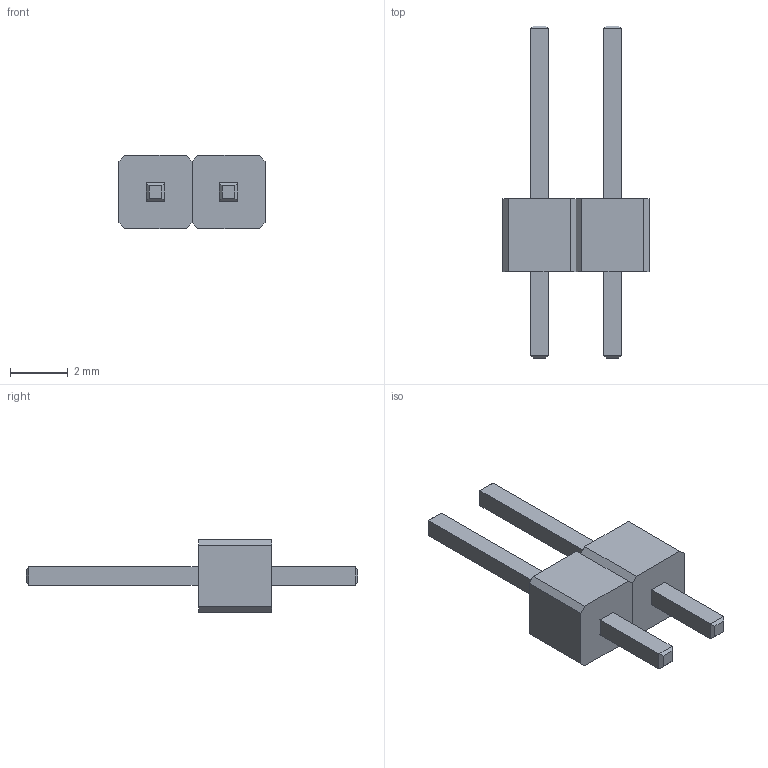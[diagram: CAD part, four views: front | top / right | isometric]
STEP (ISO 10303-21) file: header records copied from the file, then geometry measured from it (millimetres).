
FILE_DESCRIPTION (( 'STEP AP214' ), '1' );
FILE_NAME ('User Library-PLS-2.STEP', '2017-08-16T03:30:29', ( 'Windows User' ), ( '' ), 'SwSTEP 2.0', 'SolidWorks 2017', '' );
FILE_SCHEMA (( 'AUTOMOTIVE_DESIGN' ));
Length unit declared in the file: millimetre
Products named in the file (1): User Library-PLS-2
Bounding box: 5.08 x 11.54 x 2.54 mm (x, y, z)
Volume: 39.7 mm3; surface area: 146.1 mm2
Topology: 4 solids, 4 shells, 56 faces, 128 edges, 80 vertices
Faces by surface type: plane 56
Entity records: 1901 total; most frequent: CARTESIAN_POINT 265, ORIENTED_EDGE 256, DIRECTION 242, LINE 128, VECTOR 128, EDGE_CURVE 128, VERTEX_POINT 80, EDGE_LOOP 60
